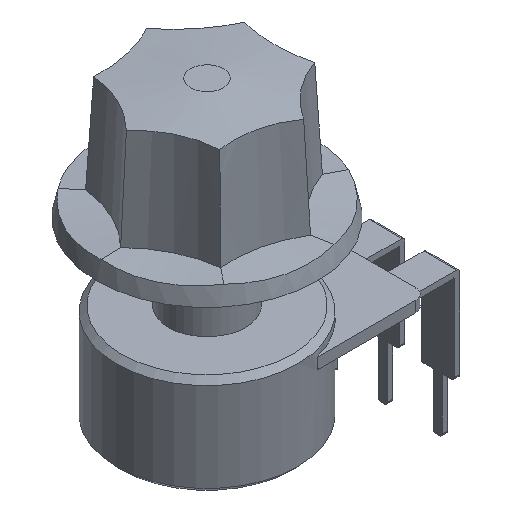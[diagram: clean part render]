
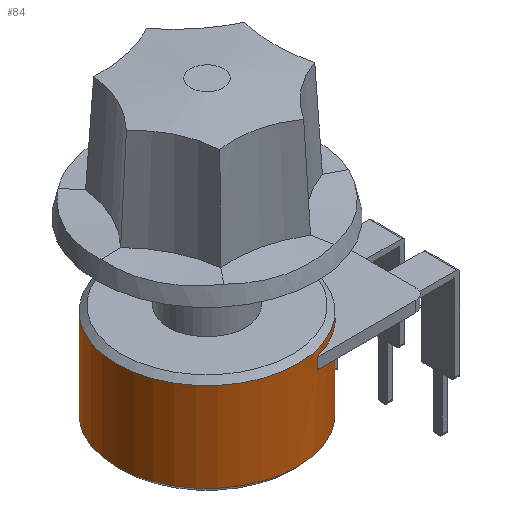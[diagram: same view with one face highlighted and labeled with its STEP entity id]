
A CAD part, isometric view. The second image highlights one B-rep face of the part: STEP entity #84.
In plain terms, the highlighted cylindrical face has radius 8.25 mm (diameter 16.5 mm), a full revolution.
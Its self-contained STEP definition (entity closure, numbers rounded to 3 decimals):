
#56 = VERTEX_POINT('',#57);
#57 = CARTESIAN_POINT('',(8.25,0.,0.5));
#65 = EDGE_CURVE('',#56,#56,#66,.T.);
#66 = CIRCLE('',#67,8.25);
#67 = AXIS2_PLACEMENT_3D('',#68,#69,#70);
#68 = CARTESIAN_POINT('',(0.,0.,0.5));
#69 = DIRECTION('',(0.,0.,1.));
#70 = DIRECTION('',(1.,0.,0.));
#84 = ADVANCED_FACE('',(#85),#163,.T.);
#85 = FACE_BOUND('',#86,.F.);
#86 = EDGE_LOOP('',(#87,#88,#96,#105,#113,#122,#130,#137,#138,#147,#155,
    #162));
#87 = ORIENTED_EDGE('',*,*,#65,.F.);
#88 = ORIENTED_EDGE('',*,*,#89,.T.);
#89 = EDGE_CURVE('',#56,#90,#92,.T.);
#90 = VERTEX_POINT('',#91);
#91 = CARTESIAN_POINT('',(8.25,0.,7.));
#92 = LINE('',#93,#94);
#93 = CARTESIAN_POINT('',(8.25,0.,0.));
#94 = VECTOR('',#95,1.);
#95 = DIRECTION('',(0.,0.,1.));
#96 = ORIENTED_EDGE('',*,*,#97,.F.);
#97 = EDGE_CURVE('',#98,#90,#100,.T.);
#98 = VERTEX_POINT('',#99);
#99 = CARTESIAN_POINT('',(2.016,8.,7.));
#100 = CIRCLE('',#101,8.25);
#101 = AXIS2_PLACEMENT_3D('',#102,#103,#104);
#102 = CARTESIAN_POINT('',(0.,0.,7.));
#103 = DIRECTION('',(0.,0.,-1.));
#104 = DIRECTION('',(1.,0.,0.));
#105 = ORIENTED_EDGE('',*,*,#106,.F.);
#106 = EDGE_CURVE('',#107,#98,#109,.T.);
#107 = VERTEX_POINT('',#108);
#108 = CARTESIAN_POINT('',(2.016,8.,8.));
#109 = LINE('',#110,#111);
#110 = CARTESIAN_POINT('',(2.016,8.,0.));
#111 = VECTOR('',#112,1.);
#112 = DIRECTION('',(-0.,-0.,-1.));
#113 = ORIENTED_EDGE('',*,*,#114,.T.);
#114 = EDGE_CURVE('',#107,#115,#117,.T.);
#115 = VERTEX_POINT('',#116);
#116 = CARTESIAN_POINT('',(8.25,0.,8.));
#117 = CIRCLE('',#118,8.25);
#118 = AXIS2_PLACEMENT_3D('',#119,#120,#121);
#119 = CARTESIAN_POINT('',(0.,0.,8.));
#120 = DIRECTION('',(0.,0.,-1.));
#121 = DIRECTION('',(1.,0.,0.));
#122 = ORIENTED_EDGE('',*,*,#123,.T.);
#123 = EDGE_CURVE('',#115,#124,#126,.T.);
#124 = VERTEX_POINT('',#125);
#125 = CARTESIAN_POINT('',(8.25,0.,8.6));
#126 = LINE('',#127,#128);
#127 = CARTESIAN_POINT('',(8.25,0.,0.));
#128 = VECTOR('',#129,1.);
#129 = DIRECTION('',(0.,0.,1.));
#130 = ORIENTED_EDGE('',*,*,#131,.T.);
#131 = EDGE_CURVE('',#124,#124,#132,.T.);
#132 = CIRCLE('',#133,8.25);
#133 = AXIS2_PLACEMENT_3D('',#134,#135,#136);
#134 = CARTESIAN_POINT('',(0.,0.,8.6));
#135 = DIRECTION('',(0.,0.,1.));
#136 = DIRECTION('',(1.,0.,0.));
#137 = ORIENTED_EDGE('',*,*,#123,.F.);
#138 = ORIENTED_EDGE('',*,*,#139,.T.);
#139 = EDGE_CURVE('',#115,#140,#142,.T.);
#140 = VERTEX_POINT('',#141);
#141 = CARTESIAN_POINT('',(2.016,-8.,8.));
#142 = CIRCLE('',#143,8.25);
#143 = AXIS2_PLACEMENT_3D('',#144,#145,#146);
#144 = CARTESIAN_POINT('',(0.,0.,8.));
#145 = DIRECTION('',(0.,0.,-1.));
#146 = DIRECTION('',(1.,0.,0.));
#147 = ORIENTED_EDGE('',*,*,#148,.T.);
#148 = EDGE_CURVE('',#140,#149,#151,.T.);
#149 = VERTEX_POINT('',#150);
#150 = CARTESIAN_POINT('',(2.016,-8.,7.));
#151 = LINE('',#152,#153);
#152 = CARTESIAN_POINT('',(2.016,-8.,0.));
#153 = VECTOR('',#154,1.);
#154 = DIRECTION('',(-0.,-0.,-1.));
#155 = ORIENTED_EDGE('',*,*,#156,.F.);
#156 = EDGE_CURVE('',#90,#149,#157,.T.);
#157 = CIRCLE('',#158,8.25);
#158 = AXIS2_PLACEMENT_3D('',#159,#160,#161);
#159 = CARTESIAN_POINT('',(0.,0.,7.));
#160 = DIRECTION('',(0.,0.,-1.));
#161 = DIRECTION('',(1.,0.,0.));
#162 = ORIENTED_EDGE('',*,*,#89,.F.);
#163 = CYLINDRICAL_SURFACE('',#164,8.25);
#164 = AXIS2_PLACEMENT_3D('',#165,#166,#167);
#165 = CARTESIAN_POINT('',(0.,0.,0.));
#166 = DIRECTION('',(-0.,-0.,-1.));
#167 = DIRECTION('',(1.,0.,0.));
